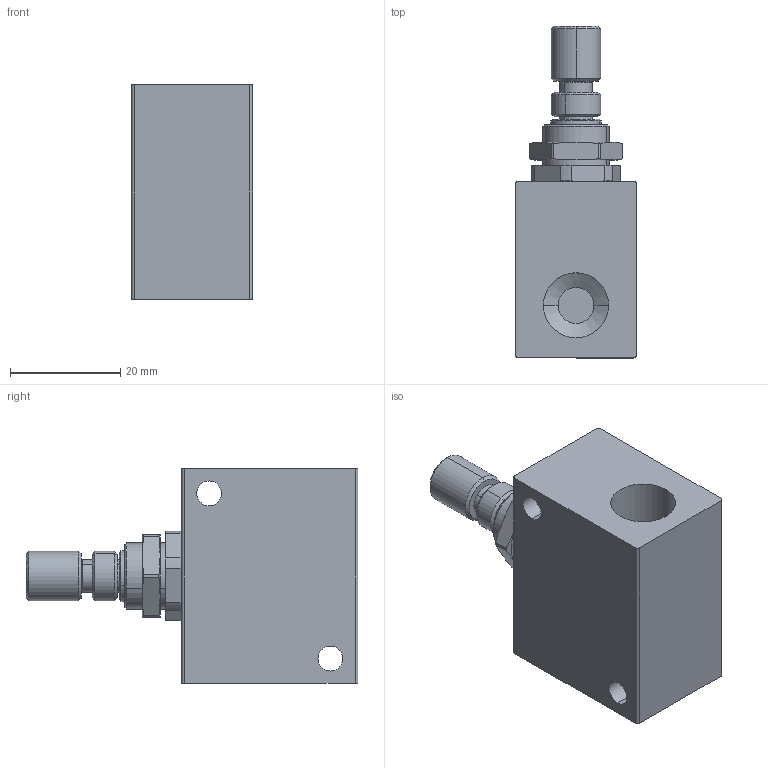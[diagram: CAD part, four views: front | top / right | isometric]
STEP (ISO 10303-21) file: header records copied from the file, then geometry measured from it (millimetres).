
FILE_DESCRIPTION(( 'MV.34.00.14B.STEP' ), '1');
FILE_NAME( 'MV.34.00.14B.STEP', '2018-10-05T09:26:09',( 'Sopra'),('sopra-pneumatic.com'), 'SwSTEP 2.0','SolidWorks 2009','' );
FILE_SCHEMA (( 'AUTOMOTIVE_DESIGN' ));
Length unit declared in the file: millimetre
Products named in the file (1): 12_007_4
Bounding box: 22 x 60.21 x 39 mm (x, y, z)
Volume: 27568.5 mm3; surface area: 8846.4 mm2
Topology: 4 solids, 4 shells, 222 faces, 588 edges, 381 vertices
Faces by surface type: cylinder 105, plane 77, cone 40
Entity records: 8819 total; most frequent: DIRECTION 1341, CARTESIAN_POINT 1300, ORIENTED_EDGE 1176, EDGE_CURVE 588, AXIS2_PLACEMENT_3D 566, VERTEX_POINT 381, CIRCLE 343, EDGE_LOOP 233
